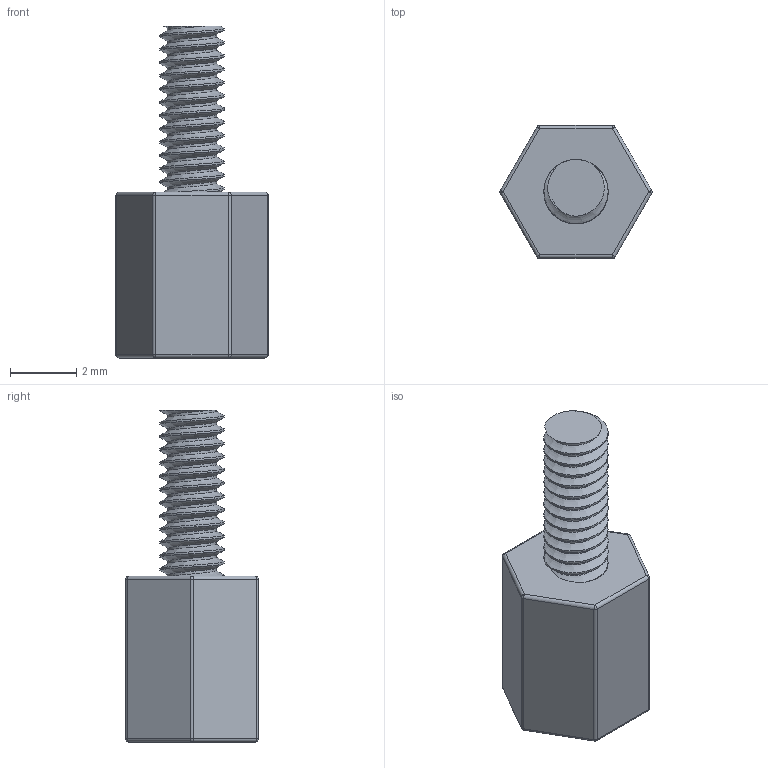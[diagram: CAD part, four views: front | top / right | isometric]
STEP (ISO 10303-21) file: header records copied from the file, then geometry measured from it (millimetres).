
FILE_DESCRIPTION(/* description */ (''),/* implementation_level */ '2;1');
FILE_NAME(/* name */ 'Screw M2.step',/* time_stamp */ '2024-09-20T11:27:31+02:00',/* author */ (''),/* organization */ (''),/* preprocessor_version */ 'ST-DEVELOPER v20',/* originating_system */ 'Autodesk Translation Framework v13.14.0.145',/* authorisation */ '');
FILE_SCHEMA (('AUTOMOTIVE_DESIGN { 1 0 10303 214 3 1 1 }'));
Length unit declared in the file: millimetre
Products named in the file (1): Screw M2
Bounding box: 4.59 x 4 x 10 mm (x, y, z)
Volume: 69.6 mm3; surface area: 161.7 mm2
Topology: 1 solids, 1 shells, 70 faces, 162 edges, 96 vertices
Faces by surface type: cylinder 46, sphere 12, plane 10, bspline 2
Full cylindrical faces by diameter (mm): 1.478 x3, 1.933 x6, 2 x1
Entity records: 3611 total; most frequent: CARTESIAN_POINT 2082, ORIENTED_EDGE 324, DIRECTION 284, EDGE_CURVE 162, AXIS2_PLACEMENT_3D 111, VERTEX_POINT 96, EDGE_LOOP 72, FACE_OUTER_BOUND 70
